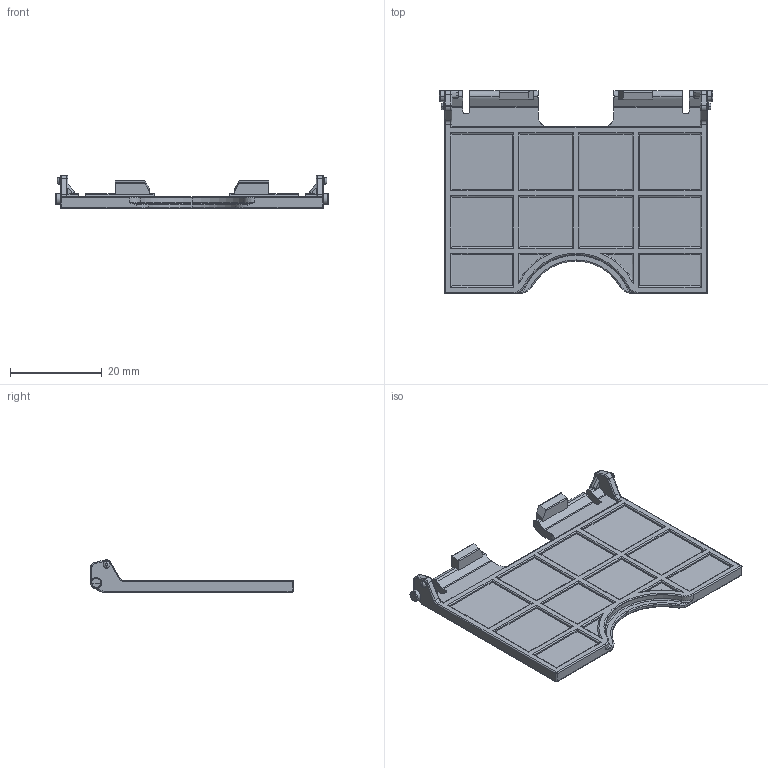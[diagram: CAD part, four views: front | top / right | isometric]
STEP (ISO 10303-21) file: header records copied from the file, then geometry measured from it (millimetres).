
FILE_DESCRIPTION (( 'STEP AP214' ), '1' );
FILE_NAME ('t400-bail.STEP', '2015-09-25T05:02:30', ( '' ), ( '' ), 'SwSTEP 2.0', 'SolidWorks 2013', '' );
FILE_SCHEMA (( 'AUTOMOTIVE_DESIGN' ));
Length unit declared in the file: millimetre
Products named in the file (1): t400-bail
Bounding box: 59.52 x 44.11 x 7.09 mm (x, y, z)
Volume: 5034.1 mm3; surface area: 5552.7 mm2
Topology: 1 solids, 1 shells, 306 faces, 747 edges, 453 vertices
Faces by surface type: plane 120, cylinder 116, torus 32, bspline 24, cone 10, sphere 4
Entity records: 9650 total; most frequent: CARTESIAN_POINT 2835, ORIENTED_EDGE 1482, DIRECTION 1351, EDGE_CURVE 741, AXIS2_PLACEMENT_3D 475, VERTEX_POINT 451, LINE 401, VECTOR 401
